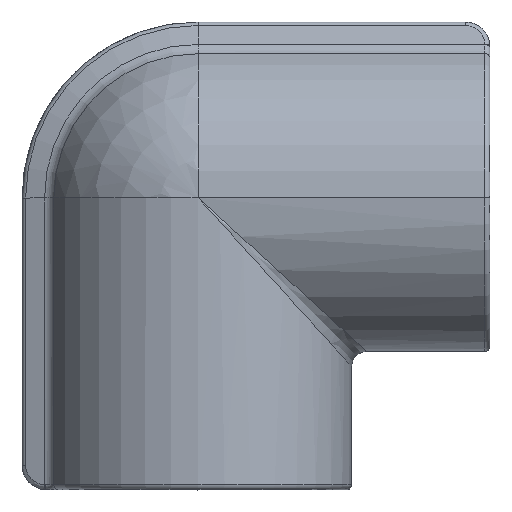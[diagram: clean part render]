
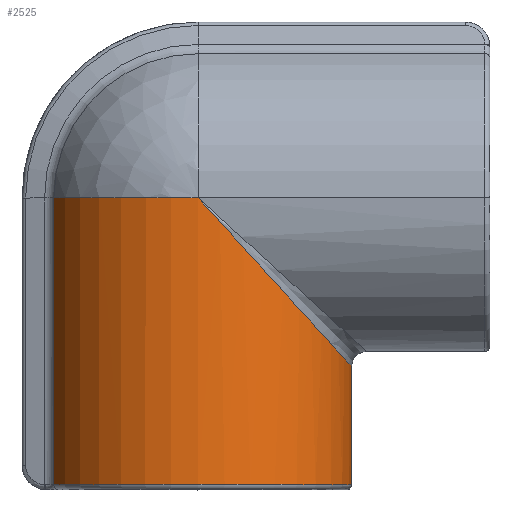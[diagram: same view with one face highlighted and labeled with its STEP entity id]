
A CAD part, top view. The second image highlights one B-rep face of the part: STEP entity #2525.
In plain terms, the highlighted cylindrical face has radius 30.5 mm (diameter 61 mm), a partial arc.
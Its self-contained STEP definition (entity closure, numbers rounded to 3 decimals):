
#14 = CARTESIAN_POINT ( 'NONE',  ( 0., 0., 0. ) ) ;
#64 = VERTEX_POINT ( 'NONE', #1142 ) ;
#120 = CARTESIAN_POINT ( 'NONE',  ( -21.297, -23.428, -21.841 ) ) ;
#128 = VERTEX_POINT ( 'NONE', #3324 ) ;
#136 = EDGE_CURVE ( 'NONE', #2924, #2441, #1213, .T. ) ;
#146 = DIRECTION ( 'NONE',  ( -1., 0., 0. ) ) ;
#171 = CARTESIAN_POINT ( 'NONE',  ( 12.559, -30.098, -27.803 ) ) ;
#189 = CARTESIAN_POINT ( 'NONE',  ( 10.682, -30.987, -28.6 ) ) ;
#201 = CARTESIAN_POINT ( 'NONE',  ( -18.596, -26.081, -24.206 ) ) ;
#250 = B_SPLINE_CURVE_WITH_KNOTS ( 'NONE', 3,
 ( #1146, #2477, #786, #3143, #4084, #1803, #4139, #2141, #120, #459, #3529, #201, #496, #1824, #2199, #3881, #2531, #528, #1215, #475, #3170, #1483, #3227, #839, #1883, #3211, #1546, #4212, #1175, #1532, #2863, #2213, #2900, #514, #189, #171, #3189, #545, #2176, #882, #2575, #3549, #2885, #3200 ),
 .UNSPECIFIED., .F., .F.,
 ( 4, 2, 2, 2, 2, 2, 2, 2, 2, 2, 2, 2, 2, 2, 2, 2, 2, 2, 2, 2, 2, 4 ),
 ( 0., 0.004, 0.009, 0.018, 0.02, 0.022, 0.027, 0.031, 0.036, 0.038, 0.04, 0.045, 0.047, 0.049, 0.051, 0.052, 0.053, 0.058, 0.06, 0.062, 0.067, 0.071 ),
 .UNSPECIFIED. ) ;
#297 = CARTESIAN_POINT ( 'NONE',  ( 0., -57., 0. ) ) ;
#308 = CARTESIAN_POINT ( 'NONE',  ( 0., 0., 30.5 ) ) ;
#370 = CARTESIAN_POINT ( 'NONE',  ( -28.693, -57., 10.342 ) ) ;
#450 = CARTESIAN_POINT ( 'NONE',  ( 0., -57., 0. ) ) ;
#459 = CARTESIAN_POINT ( 'NONE',  ( -20.438, -24.333, -22.647 ) ) ;
#475 = CARTESIAN_POINT ( 'NONE',  ( -6.537, -32.322, -29.8 ) ) ;
#482 = DIRECTION ( 'NONE',  ( 0., 1., 0. ) ) ;
#496 = CARTESIAN_POINT ( 'NONE',  ( -17.605, -26.901, -24.938 ) ) ;
#514 = CARTESIAN_POINT ( 'NONE',  ( 9.37, -31.499, -29.061 ) ) ;
#528 = CARTESIAN_POINT ( 'NONE',  ( -8.629, -31.723, -29.262 ) ) ;
#545 = CARTESIAN_POINT ( 'NONE',  ( 14.359, -29.111, -26.917 ) ) ;
#549 = VECTOR ( 'NONE', #4304, 1000. ) ;
#584 = CYLINDRICAL_SURFACE ( 'NONE', #979, 30.5 ) ;
#605 = CARTESIAN_POINT ( 'NONE',  ( -28.693, 0., 10.342 ) ) ;
#685 = EDGE_CURVE ( 'NONE', #64, #2441, #3074, .T. ) ;
#692 = DIRECTION ( 'NONE',  ( -1., 0., 0. ) ) ;
#786 = CARTESIAN_POINT ( 'NONE',  ( -27.982, -12.347, -12.178 ) ) ;
#806 = LINE ( 'NONE', #1693, #2613 ) ;
#839 = CARTESIAN_POINT ( 'NONE',  ( 0.022, -33.11, -30.509 ) ) ;
#882 = CARTESIAN_POINT ( 'NONE',  ( 16.605, -27.659, -25.616 ) ) ;
#946 = CARTESIAN_POINT ( 'NONE',  ( 32.202, -35.369, 30.5 ) ) ;
#979 = AXIS2_PLACEMENT_3D ( 'NONE', #14, #2721, #692 ) ;
#991 = EDGE_CURVE ( 'NONE', #1133, #3809, #2930, .T. ) ;
#1114 = DIRECTION ( 'NONE',  ( 1., 0., 0. ) ) ;
#1133 = VERTEX_POINT ( 'NONE', #2623 ) ;
#1142 = CARTESIAN_POINT ( 'NONE',  ( -28.693, 0., 10.342 ) ) ;
#1146 = CARTESIAN_POINT ( 'NONE',  ( -28.693, -10.12, -10.342 ) ) ;
#1175 = CARTESIAN_POINT ( 'NONE',  ( 5.163, -32.62, -30.069 ) ) ;
#1213 =( BOUNDED_CURVE ( )  B_SPLINE_CURVE ( 3, ( #2306, #3340, #946, #2653 ),
 .UNSPECIFIED., .F., .F. ) 
 B_SPLINE_CURVE_WITH_KNOTS ( ( 4, 4 ),
 ( 2.344, 4.712 ),
 .UNSPECIFIED. ) 
 CURVE ( )  GEOMETRIC_REPRESENTATION_ITEM ( )  RATIONAL_B_SPLINE_CURVE ( ( 1., 0.585, 0.585, 1. ) ) 
 REPRESENTATION_ITEM ( '' )  );
#1215 = CARTESIAN_POINT ( 'NONE',  ( -7.943, -31.939, -29.456 ) ) ;
#1400 = ORIENTED_EDGE ( 'NONE', *, *, #3909, .T. ) ;
#1439 = ORIENTED_EDGE ( 'NONE', *, *, #1586, .T. ) ;
#1448 = ORIENTED_EDGE ( 'NONE', *, *, #685, .F. ) ;
#1483 = CARTESIAN_POINT ( 'NONE',  ( -3.671, -32.892, -30.313 ) ) ;
#1532 = CARTESIAN_POINT ( 'NONE',  ( 6.229, -32.388, -29.859 ) ) ;
#1546 = CARTESIAN_POINT ( 'NONE',  ( 2.992, -32.946, -30.362 ) ) ;
#1550 = LINE ( 'NONE', #605, #549 ) ;
#1586 = EDGE_CURVE ( 'NONE', #64, #2675, #1550, .T. ) ;
#1659 = CIRCLE ( 'NONE', #4213, 30.5 ) ;
#1693 = CARTESIAN_POINT ( 'NONE',  ( -28.693, 0., -10.342 ) ) ;
#1803 = CARTESIAN_POINT ( 'NONE',  ( -24.982, -18.666, -17.623 ) ) ;
#1824 = CARTESIAN_POINT ( 'NONE',  ( -15.481, -28.433, -26.309 ) ) ;
#1883 = CARTESIAN_POINT ( 'NONE',  ( 0.776, -33.099, -30.499 ) ) ;
#1985 = DIRECTION ( 'NONE',  ( 0., 1., 0. ) ) ;
#2141 = CARTESIAN_POINT ( 'NONE',  ( -21.707, -22.968, -21.433 ) ) ;
#2176 = CARTESIAN_POINT ( 'NONE',  ( 14.937, -28.757, -26.6 ) ) ;
#2199 = CARTESIAN_POINT ( 'NONE',  ( -14.349, -29.145, -26.948 ) ) ;
#2213 = CARTESIAN_POINT ( 'NONE',  ( 7.287, -32.12, -29.619 ) ) ;
#2306 = CARTESIAN_POINT ( 'NONE',  ( 21.309, -23.405, -21.821 ) ) ;
#2332 = DIRECTION ( 'NONE',  ( 1., 0., 0. ) ) ;
#2411 = ORIENTED_EDGE ( 'NONE', *, *, #991, .T. ) ;
#2441 = VERTEX_POINT ( 'NONE', #308 ) ;
#2448 = DIRECTION ( 'NONE',  ( 0., 1., 0. ) ) ;
#2477 = CARTESIAN_POINT ( 'NONE',  ( -28.364, -11.246, -11.256 ) ) ;
#2525 = ADVANCED_FACE ( 'NONE', ( #2858 ), #584, .T. ) ;
#2531 = CARTESIAN_POINT ( 'NONE',  ( -10.638, -31.008, -28.619 ) ) ;
#2575 = CARTESIAN_POINT ( 'NONE',  ( 17.638, -26.872, -24.913 ) ) ;
#2613 = VECTOR ( 'NONE', #2448, 1000. ) ;
#2623 = CARTESIAN_POINT ( 'NONE',  ( 30.5, -57., 0. ) ) ;
#2653 = CARTESIAN_POINT ( 'NONE',  ( 0., 0., 30.5 ) ) ;
#2675 = VERTEX_POINT ( 'NONE', #370 ) ;
#2682 = ORIENTED_EDGE ( 'NONE', *, *, #4032, .T. ) ;
#2704 = CARTESIAN_POINT ( 'NONE',  ( -28.693, -57., -10.342 ) ) ;
#2721 = DIRECTION ( 'NONE',  ( 0., 1., 0. ) ) ;
#2858 = FACE_OUTER_BOUND ( 'NONE', #4175, .T. ) ;
#2863 = CARTESIAN_POINT ( 'NONE',  ( 6.583, -32.303, -29.783 ) ) ;
#2885 = CARTESIAN_POINT ( 'NONE',  ( 20.47, -24.327, -22.641 ) ) ;
#2900 = CARTESIAN_POINT ( 'NONE',  ( 7.638, -32.022, -29.53 ) ) ;
#2913 = CARTESIAN_POINT ( 'NONE',  ( 21.309, -23.405, -21.821 ) ) ;
#2924 = VERTEX_POINT ( 'NONE', #2913 ) ;
#2930 = CIRCLE ( 'NONE', #3828, 30.5 ) ;
#3008 = AXIS2_PLACEMENT_3D ( 'NONE', #3194, #482, #146 ) ;
#3073 = ORIENTED_EDGE ( 'NONE', *, *, #136, .T. ) ;
#3074 = CIRCLE ( 'NONE', #3008, 30.5 ) ;
#3134 = DIRECTION ( 'NONE',  ( 0., 1., 0. ) ) ;
#3143 = CARTESIAN_POINT ( 'NONE',  ( -27.106, -14.512, -14.019 ) ) ;
#3170 = CARTESIAN_POINT ( 'NONE',  ( -5.824, -32.486, -29.948 ) ) ;
#3189 = CARTESIAN_POINT ( 'NONE',  ( 13.168, -29.782, -27.519 ) ) ;
#3194 = CARTESIAN_POINT ( 'NONE',  ( 0., 0., 0. ) ) ;
#3200 = CARTESIAN_POINT ( 'NONE',  ( 21.309, -23.405, -21.821 ) ) ;
#3211 = CARTESIAN_POINT ( 'NONE',  ( 2.258, -33.017, -30.425 ) ) ;
#3227 = CARTESIAN_POINT ( 'NONE',  ( -2.21, -33.051, -30.456 ) ) ;
#3293 = ORIENTED_EDGE ( 'NONE', *, *, #3693, .T. ) ;
#3324 = CARTESIAN_POINT ( 'NONE',  ( -28.693, -10.12, -10.342 ) ) ;
#3340 = CARTESIAN_POINT ( 'NONE',  ( 44.348, -48.71, 0.677 ) ) ;
#3529 = CARTESIAN_POINT ( 'NONE',  ( -19.989, -24.78, -23.045 ) ) ;
#3549 = CARTESIAN_POINT ( 'NONE',  ( 19.571, -25.207, -23.425 ) ) ;
#3693 = EDGE_CURVE ( 'NONE', #2675, #1133, #1659, .T. ) ;
#3809 = VERTEX_POINT ( 'NONE', #2704 ) ;
#3828 = AXIS2_PLACEMENT_3D ( 'NONE', #450, #3134, #1114 ) ;
#3881 = CARTESIAN_POINT ( 'NONE',  ( -11.914, -30.44, -28.109 ) ) ;
#3909 = EDGE_CURVE ( 'NONE', #3809, #128, #806, .T. ) ;
#4032 = EDGE_CURVE ( 'NONE', #128, #2924, #250, .T. ) ;
#4084 = CARTESIAN_POINT ( 'NONE',  ( -26.616, -15.569, -14.931 ) ) ;
#4139 = CARTESIAN_POINT ( 'NONE',  ( -23.676, -20.636, -19.363 ) ) ;
#4175 = EDGE_LOOP ( 'NONE', ( #1439, #3293, #2411, #1400, #2682, #3073, #1448 ) ) ;
#4212 = CARTESIAN_POINT ( 'NONE',  ( 4.444, -32.748, -30.183 ) ) ;
#4213 = AXIS2_PLACEMENT_3D ( 'NONE', #297, #1985, #2332 ) ;
#4304 = DIRECTION ( 'NONE',  ( 0., -1., 0. ) ) ;
